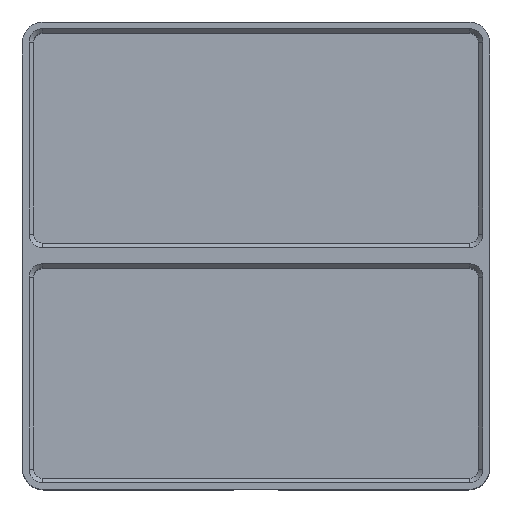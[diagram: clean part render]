
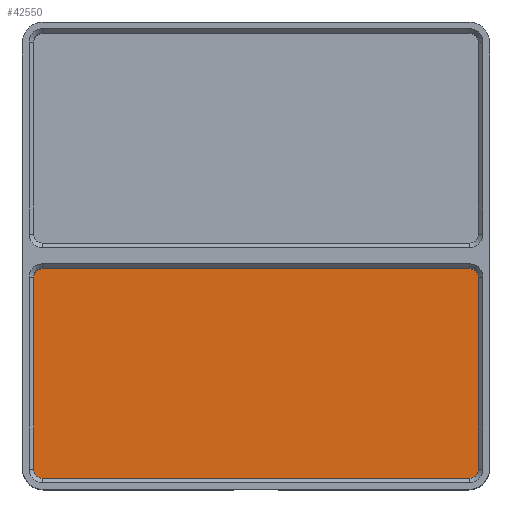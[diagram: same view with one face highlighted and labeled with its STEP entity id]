
A CAD part, top view. The second image highlights one B-rep face of the part: STEP entity #42550.
In plain terms, the highlighted planar face has unit normal (0, 0, 1).
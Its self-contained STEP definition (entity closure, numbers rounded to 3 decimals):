
#39690=CARTESIAN_POINT('',(213.85,212.25,7.));
#39700=VERTEX_POINT('',#39690);
#39730=CARTESIAN_POINT('',(247.,212.25,7.));
#39740=DIRECTION('',(-1.,0.,0.));
#39750=VECTOR('',#39740,1.);
#39760=LINE('',#39730,#39750);
#39770=CARTESIAN_POINT('',(290.15,212.25,7.));
#39780=VERTEX_POINT('',#39770);
#39790=EDGE_CURVE('',#39780,#39700,#39760,.T.);
#41680=CARTESIAN_POINT('',(291.75,248.15,7.));
#41690=VERTEX_POINT('',#41680);
#41720=CARTESIAN_POINT('',(290.15,248.15,7.));
#41730=DIRECTION('',(0.,0.,-1.));
#41740=DIRECTION('',(1.,0.,0.));
#41750=AXIS2_PLACEMENT_3D('',#41720,#41730,#41740);
#41760=CIRCLE('',#41750,1.6);
#41770=CARTESIAN_POINT('',(290.15,249.75,7.));
#41780=VERTEX_POINT('',#41770);
#41790=EDGE_CURVE('',#41780,#41690,#41760,.T.);
#41990=CARTESIAN_POINT('',(273.,231.,7.));
#42000=DIRECTION('',(0.,0.,1.));
#42010=DIRECTION('',(-1.,0.,0.));
#42020=AXIS2_PLACEMENT_3D('',#41990,#42000,#42010);
#42030=PLANE('',#42020);
#42040=CARTESIAN_POINT('',(290.15,213.85,7.));
#42050=DIRECTION('',(0.,0.,-1.));
#42060=DIRECTION('',(1.,0.,0.));
#42070=AXIS2_PLACEMENT_3D('',#42040,#42050,#42060);
#42080=CIRCLE('',#42070,1.6);
#42090=CARTESIAN_POINT('',(291.75,213.85,7.));
#42100=VERTEX_POINT('',#42090);
#42110=EDGE_CURVE('',#42100,#39780,#42080,.T.);
#42120=ORIENTED_EDGE('',*,*,#42110,.F.);
#42130=ORIENTED_EDGE('',*,*,#39790,.F.);
#42140=CARTESIAN_POINT('',(213.85,213.85,7.));
#42150=DIRECTION('',(0.,0.,-1.));
#42160=DIRECTION('',(1.,0.,0.));
#42170=AXIS2_PLACEMENT_3D('',#42140,#42150,#42160);
#42180=CIRCLE('',#42170,1.6);
#42190=CARTESIAN_POINT('',(212.25,213.85,7.));
#42200=VERTEX_POINT('',#42190);
#42210=EDGE_CURVE('',#39700,#42200,#42180,.T.);
#42220=ORIENTED_EDGE('',*,*,#42210,.F.);
#42230=CARTESIAN_POINT('',(212.25,215.,7.));
#42240=DIRECTION('',(0.,1.,0.));
#42250=VECTOR('',#42240,1.);
#42260=LINE('',#42230,#42250);
#42270=CARTESIAN_POINT('',(212.25,248.15,7.));
#42280=VERTEX_POINT('',#42270);
#42290=EDGE_CURVE('',#42200,#42280,#42260,.T.);
#42300=ORIENTED_EDGE('',*,*,#42290,.F.);
#42310=CARTESIAN_POINT('',(213.85,248.15,7.));
#42320=DIRECTION('',(0.,0.,-1.));
#42330=DIRECTION('',(1.,0.,0.));
#42340=AXIS2_PLACEMENT_3D('',#42310,#42320,#42330);
#42350=CIRCLE('',#42340,1.6);
#42360=CARTESIAN_POINT('',(213.85,249.75,7.));
#42370=VERTEX_POINT('',#42360);
#42380=EDGE_CURVE('',#42280,#42370,#42350,.T.);
#42390=ORIENTED_EDGE('',*,*,#42380,.F.);
#42400=CARTESIAN_POINT('',(257.,249.75,7.));
#42410=DIRECTION('',(1.,0.,0.));
#42420=VECTOR('',#42410,1.);
#42430=LINE('',#42400,#42420);
#42440=EDGE_CURVE('',#42370,#41780,#42430,.T.);
#42450=ORIENTED_EDGE('',*,*,#42440,.F.);
#42460=ORIENTED_EDGE('',*,*,#41790,.F.);
#42470=CARTESIAN_POINT('',(291.75,247.,7.));
#42480=DIRECTION('',(0.,-1.,0.));
#42490=VECTOR('',#42480,1.);
#42500=LINE('',#42470,#42490);
#42510=EDGE_CURVE('',#41690,#42100,#42500,.T.);
#42520=ORIENTED_EDGE('',*,*,#42510,.F.);
#42530=EDGE_LOOP('',(#42520,#42460,#42450,#42390,#42300,#42220,#42130,
#42120));
#42540=FACE_OUTER_BOUND('',#42530,.T.);
#42550=ADVANCED_FACE('',(#42540),#42030,.T.);
